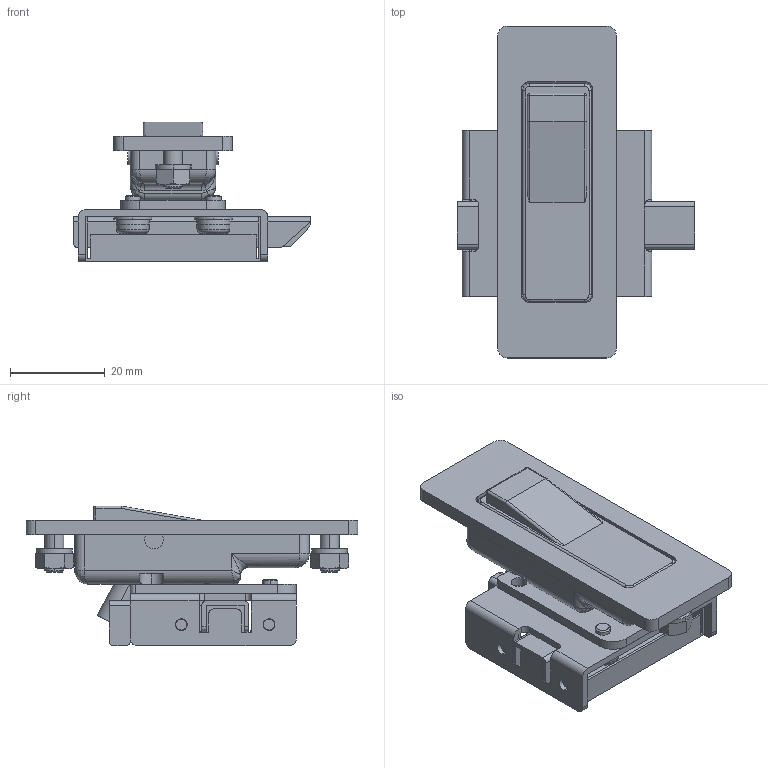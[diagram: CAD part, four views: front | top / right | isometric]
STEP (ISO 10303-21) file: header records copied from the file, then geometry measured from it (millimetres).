
FILE_DESCRIPTION (( 'STEP AP203' ), '1' );
FILE_NAME ('A-1750-4-2L.STEP', '2021-06-23T05:12:25', ( '' ), ( '' ), 'SwSTEP 2.0', 'SolidWorks 2018', '' );
FILE_SCHEMA (( 'CONFIG_CONTROL_DESIGN' ));
Length unit declared in the file: millimetre
Products named in the file (19): A-1750-4-2L_latch cover Assy_; A-1750-4-2L_latch lid_; A-1750-4-2L_latch Assy_; A-1750-4-2L_handle panel_; A-1750-4-2L_handle_; A-1750-4-2L_latch cover_; A-1750-4-2L_latch_; A-1750-4-2L_shaft pin_; A-1750-4-2L_cross-recessed head machine screw_ver1.05__M4x6十字穴付なべ小ねじ(SUS)ダブルセムス小形(P4)旧JIS; A-1750-4-2L_handle boss_; A-1750-4-2L_body panel__Assy—p; A-1750-4-2L_latch case_; A-1750-4-2L; A-1750-4-2L_hex nut_ver1.05__M4ナット(SUS)1種_呼び径基準; A-1750-4-2L_body Assy_; A-1750-4-2L_body_; A-1750-4-2L_stopper plate base_; A-1750-4-2L_spring lock washer_ver1.01__M4偽偹嵗嬥(SUS); A-1750-4-2L_handle Assy_
Assembly tree (22 placements, depth 3):
  A-1750-4-2L
    A-1750-4-2L_body Assy_
      A-1750-4-2L_body_
      A-1750-4-2L_body panel__Assy—p
    A-1750-4-2L_handle Assy_
      A-1750-4-2L_handle panel_
      A-1750-4-2L_handle_
      A-1750-4-2L_handle boss_
    A-1750-4-2L_shaft pin_
    A-1750-4-2L_latch Assy_
      A-1750-4-2L_latch case_
      A-1750-4-2L_latch_
    A-1750-4-2L_latch cover Assy_
      A-1750-4-2L_latch cover_
      A-1750-4-2L_latch lid_
    A-1750-4-2L_stopper plate base_
    A-1750-4-2L_hex nut_ver1.05__M4ナット(SUS)1種_呼び径基準  x2
    A-1750-4-2L_spring lock washer_ver1.01__M4偽偹嵗嬥(SUS)  x2
    A-1750-4-2L_cross-recessed head machine screw_ver1.05__M4x6十字穴付なべ小ねじ(SUS)ダブルセムス小形(P4)旧JIS  x3
Bounding box: 50 x 70 x 29.5 mm (x, y, z)
Volume: 14207.2 mm3; surface area: 28436.9 mm2
Topology: 18 solids, 18 shells, 699 faces, 1771 edges, 1104 vertices
Faces by surface type: plane 327, cylinder 272, cone 36, torus 30, sphere 18, bspline 16
Entity records: 20469 total; most frequent: CARTESIAN_POINT 4181, DIRECTION 3076, ORIENTED_EDGE 2894, EDGE_CURVE 1447, AXIS2_PLACEMENT_3D 1109, VERTEX_POINT 914, LINE 858, VECTOR 858
